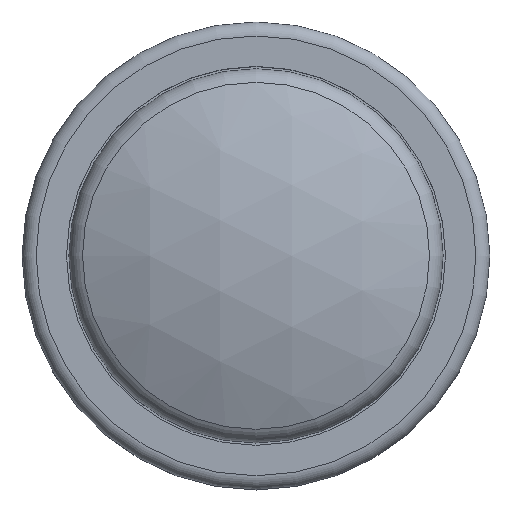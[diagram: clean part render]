
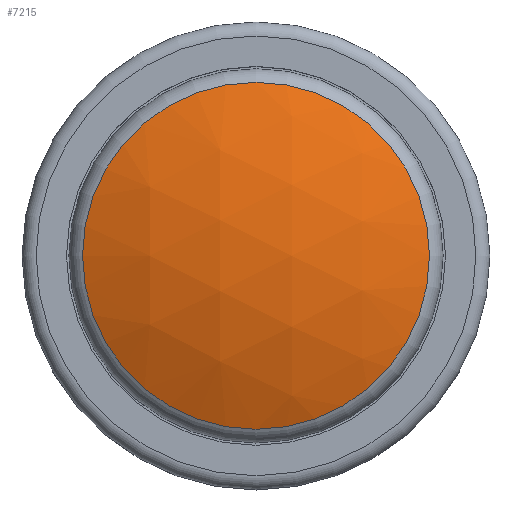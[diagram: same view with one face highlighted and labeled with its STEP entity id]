
A CAD part, top view. The second image highlights one B-rep face of the part: STEP entity #7215.
In plain terms, the highlighted spherical face has radius 8.896 mm.
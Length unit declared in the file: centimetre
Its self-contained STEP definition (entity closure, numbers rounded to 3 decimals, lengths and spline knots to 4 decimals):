
#37=SPHERICAL_SURFACE('',#7637,0.8896);
#133=CIRCLE('',#7631,0.3708);
#303=FACE_OUTER_BOUND('',#681,.T.);
#681=EDGE_LOOP('',(#5093));
#3078=VERTEX_POINT('',#10502);
#3842=EDGE_CURVE('',#3078,#3078,#133,.T.);
#5093=ORIENTED_EDGE('',*,*,#3842,.F.);
#7215=ADVANCED_FACE('',(#303),#37,.T.);
#7631=AXIS2_PLACEMENT_3D('',#10503,#8457,#8458);
#7637=AXIS2_PLACEMENT_3D('',#10513,#8470,#8471);
#8457=DIRECTION('center_axis',(0.,0.,
-1.));
#8458=DIRECTION('ref_axis',(0.,1.,0.));
#8470=DIRECTION('center_axis',(1.,0.,0.));
#8471=DIRECTION('ref_axis',(0.,1.,0.));
#10502=CARTESIAN_POINT('',(-0.3708,0.,0.869));
#10503=CARTESIAN_POINT('Origin',(0.,0.,
0.869));
#10513=CARTESIAN_POINT('Origin',(0.,0.,
0.0604));
